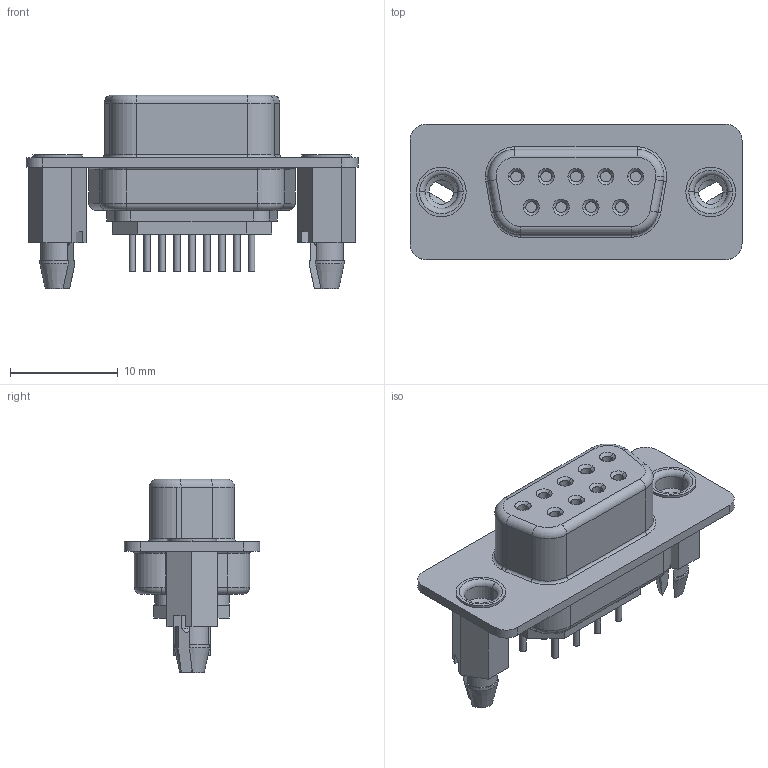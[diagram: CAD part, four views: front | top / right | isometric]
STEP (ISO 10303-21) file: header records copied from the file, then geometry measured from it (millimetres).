
FILE_DESCRIPTION (( 'STEP AP214' ), '1' );
FILE_NAME ('KF85X-ED-9S-BR_rA2.STEP', '2013-03-22T18:57:49', ( 'Daniel' ), ( 'Microsoft' ), 'SwSTEP 2.0', 'SolidWorks 2012', '' );
FILE_SCHEMA (( 'AUTOMOTIVE_DESIGN' ));
Length unit declared in the file: millimetre
Products named in the file (1): KF85X-ED-9S-BR_rA2
Bounding box: 30.81 x 12.55 x 18 mm (x, y, z)
Volume: 2183.8 mm3; surface area: 2053.5 mm2
Topology: 1 solids, 1 shells, 265 faces, 620 edges, 389 vertices
Faces by surface type: cylinder 113, plane 96, cone 32, torus 24
Entity records: 8665 total; most frequent: DIRECTION 1429, CARTESIAN_POINT 1357, ORIENTED_EDGE 1240, EDGE_CURVE 620, AXIS2_PLACEMENT_3D 557, VERTEX_POINT 389, LINE 315, VECTOR 315
